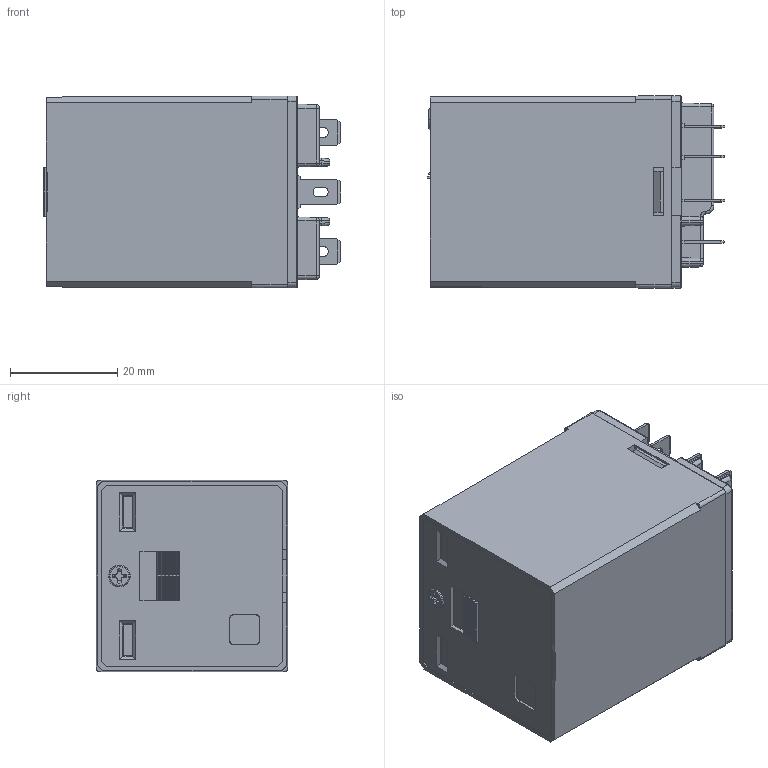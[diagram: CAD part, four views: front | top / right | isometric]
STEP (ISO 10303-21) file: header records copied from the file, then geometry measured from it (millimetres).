
FILE_DESCRIPTION (( 'STEP AP214' ), '1' );
FILE_NAME ('REH3CO 俋倛芞.STEP', '2024-08-07T00:06:17', ( 'admin' ), ( '' ), 'SwSTEP 2.0', 'SolidWorks 2022', '' );
FILE_SCHEMA (( 'AUTOMOTIVE_DESIGN' ));
Length unit declared in the file: millimetre
Products named in the file (1): REH3CO 俋倛芞
Bounding box: 55.4 x 35.8 x 35.8 mm (x, y, z)
Volume: 58467 mm3; surface area: 19207.8 mm2
Topology: 1 solids, 15 shells, 1143 faces, 3075 edges, 2021 vertices
Faces by surface type: plane 776, cylinder 214, bspline 99, torus 29, cone 19, sphere 6
Entity records: 40571 total; most frequent: CARTESIAN_POINT 12365, ORIENTED_EDGE 6150, DIRECTION 5297, EDGE_CURVE 3075, VECTOR 2249, LINE 2249, VERTEX_POINT 2021, AXIS2_PLACEMENT_3D 1524
